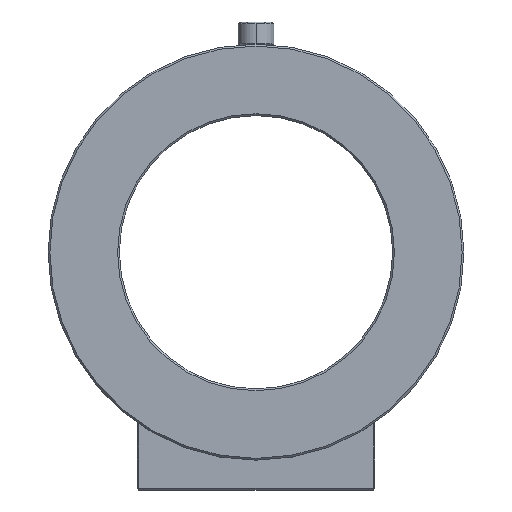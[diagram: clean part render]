
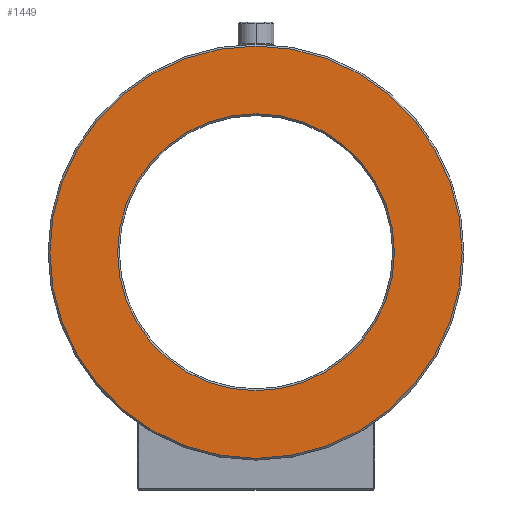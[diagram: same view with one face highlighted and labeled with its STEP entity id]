
A CAD part, top view. The second image highlights one B-rep face of the part: STEP entity #1449.
In plain terms, the highlighted planar face has unit normal (0, 0, 1).
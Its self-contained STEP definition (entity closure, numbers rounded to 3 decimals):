
#106 = ORIENTED_EDGE ( 'NONE', *, *, #245, .T. ) ;
#117 = DIRECTION ( 'NONE',  ( 0., 0., -1. ) ) ;
#126 = CARTESIAN_POINT ( 'NONE',  ( 0., 0., 7.5 ) ) ;
#132 = DIRECTION ( 'NONE',  ( -1., 0., 0. ) ) ;
#245 = EDGE_CURVE ( 'NONE', #1354, #1034, #1770, .T. ) ;
#297 = AXIS2_PLACEMENT_3D ( 'NONE', #897, #858, #935 ) ;
#334 = CARTESIAN_POINT ( 'NONE',  ( 0., 0., 7.5 ) ) ;
#365 = DIRECTION ( 'NONE',  ( 0., 0., 1. ) ) ;
#379 = DIRECTION ( 'NONE',  ( -1., 0., 0. ) ) ;
#524 = AXIS2_PLACEMENT_3D ( 'NONE', #1388, #1565, #1007 ) ;
#596 = CARTESIAN_POINT ( 'NONE',  ( -23.3, 0., 7.5 ) ) ;
#665 = ORIENTED_EDGE ( 'NONE', *, *, #857, .T. ) ;
#698 = EDGE_CURVE ( 'NONE', #971, #1188, #1102, .T. ) ;
#720 = DIRECTION ( 'NONE',  ( -1., 0., 0. ) ) ;
#736 = CARTESIAN_POINT ( 'NONE',  ( 0., 0., 7.5 ) ) ;
#752 = DIRECTION ( 'NONE',  ( 0., 0., 1. ) ) ;
#857 = EDGE_CURVE ( 'NONE', #1034, #1354, #1045, .T. ) ;
#858 = DIRECTION ( 'NONE',  ( 0., 0., -1. ) ) ;
#897 = CARTESIAN_POINT ( 'NONE',  ( 0., 28., 7.5 ) ) ;
#900 = AXIS2_PLACEMENT_3D ( 'NONE', #736, #752, #720 ) ;
#916 = PLANE ( 'NONE',  #297 ) ;
#935 = DIRECTION ( 'NONE',  ( -1., 0., 0. ) ) ;
#971 = VERTEX_POINT ( 'NONE', #1328 ) ;
#1007 = DIRECTION ( 'NONE',  ( -1., 0., 0. ) ) ;
#1034 = VERTEX_POINT ( 'NONE', #1738 ) ;
#1045 = CIRCLE ( 'NONE', #1421, 34.7 ) ;
#1084 = EDGE_CURVE ( 'NONE', #1188, #971, #1811, .T. ) ;
#1102 = CIRCLE ( 'NONE', #524, 23.3 ) ;
#1179 = CARTESIAN_POINT ( 'NONE',  ( 34.7, 0., 7.5 ) ) ;
#1188 = VERTEX_POINT ( 'NONE', #596 ) ;
#1252 = FACE_BOUND ( 'NONE', #1938, .T. ) ;
#1278 = FACE_OUTER_BOUND ( 'NONE', #2069, .T. ) ;
#1328 = CARTESIAN_POINT ( 'NONE',  ( 23.3, 0., 7.5 ) ) ;
#1354 = VERTEX_POINT ( 'NONE', #1179 ) ;
#1388 = CARTESIAN_POINT ( 'NONE',  ( 0., 0., 7.5 ) ) ;
#1421 = AXIS2_PLACEMENT_3D ( 'NONE', #334, #365, #379 ) ;
#1449 = ADVANCED_FACE ( 'NONE', ( #1252, #1278 ), #916, .F. ) ;
#1565 = DIRECTION ( 'NONE',  ( 0., 0., -1. ) ) ;
#1664 = ORIENTED_EDGE ( 'NONE', *, *, #1084, .T. ) ;
#1738 = CARTESIAN_POINT ( 'NONE',  ( -34.7, 0., 7.5 ) ) ;
#1770 = CIRCLE ( 'NONE', #900, 34.7 ) ;
#1811 = CIRCLE ( 'NONE', #1883, 23.3 ) ;
#1819 = ORIENTED_EDGE ( 'NONE', *, *, #698, .T. ) ;
#1883 = AXIS2_PLACEMENT_3D ( 'NONE', #126, #117, #132 ) ;
#1938 = EDGE_LOOP ( 'NONE', ( #1819, #1664 ) ) ;
#2069 = EDGE_LOOP ( 'NONE', ( #665, #106 ) ) ;
